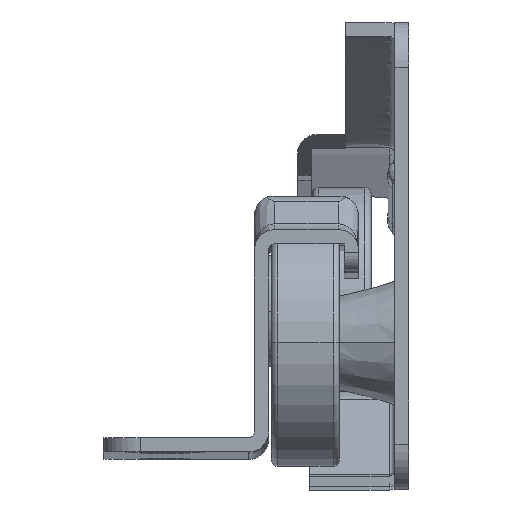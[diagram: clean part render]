
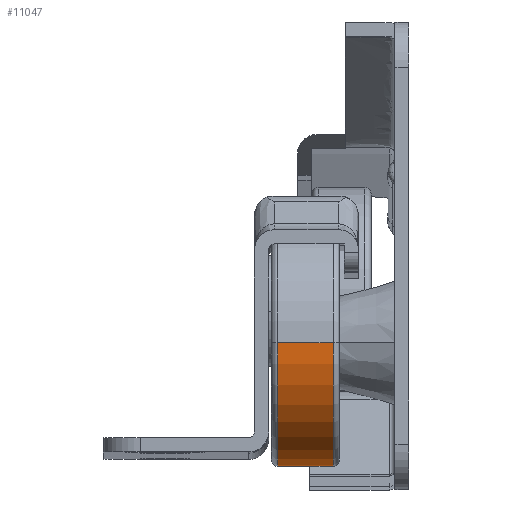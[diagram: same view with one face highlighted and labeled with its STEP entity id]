
A CAD part, top view. The second image highlights one B-rep face of the part: STEP entity #11047.
In plain terms, the highlighted cylindrical face has radius 10 mm (diameter 20 mm), a partial arc.
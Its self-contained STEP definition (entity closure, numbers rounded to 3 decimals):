
#738 = ORIENTED_EDGE ( 'NONE', *, *, #7488, .F. ) ;
#911 = CARTESIAN_POINT ( 'NONE',  ( -11.016, 5., 299.44 ) ) ;
#1227 = VECTOR ( 'NONE', #2177, 1000. ) ;
#1416 = VERTEX_POINT ( 'NONE', #6411 ) ;
#2177 = DIRECTION ( 'NONE',  ( 1., 0., 0. ) ) ;
#2291 = VECTOR ( 'NONE', #9422, 1000. ) ;
#2666 = DIRECTION ( 'NONE',  ( 1., 0., 0. ) ) ;
#3422 = CARTESIAN_POINT ( 'NONE',  ( -11.016, 5., 309.44 ) ) ;
#3632 = DIRECTION ( 'NONE',  ( 1., 0., 0. ) ) ;
#3699 = CARTESIAN_POINT ( 'NONE',  ( -16.016, 5., 299.44 ) ) ;
#4246 = AXIS2_PLACEMENT_3D ( 'NONE', #911, #2666, #11123 ) ;
#4598 = LINE ( 'NONE', #12371, #2291 ) ;
#4820 = ORIENTED_EDGE ( 'NONE', *, *, #10194, .T. ) ;
#4919 = CARTESIAN_POINT ( 'NONE',  ( -16.016, 5., 309.44 ) ) ;
#4963 = EDGE_CURVE ( 'NONE', #9803, #7558, #11755, .T. ) ;
#5047 = ORIENTED_EDGE ( 'NONE', *, *, #7777, .F. ) ;
#5342 = CARTESIAN_POINT ( 'NONE',  ( -15.516, 5., 299.44 ) ) ;
#6057 = AXIS2_PLACEMENT_3D ( 'NONE', #5342, #9052, #8051 ) ;
#6179 = CARTESIAN_POINT ( 'NONE',  ( -15.516, 5., 309.44 ) ) ;
#6411 = CARTESIAN_POINT ( 'NONE',  ( -11.016, 5., 289.44 ) ) ;
#7488 = EDGE_CURVE ( 'NONE', #9527, #9803, #9274, .T. ) ;
#7496 = CYLINDRICAL_SURFACE ( 'NONE', #10956, 10. ) ;
#7558 = VERTEX_POINT ( 'NONE', #3422 ) ;
#7777 = EDGE_CURVE ( 'NONE', #7558, #1416, #9489, .T. ) ;
#8051 = DIRECTION ( 'NONE',  ( 0., 0., -1. ) ) ;
#8452 = DIRECTION ( 'NONE',  ( 0., 0., 1. ) ) ;
#9052 = DIRECTION ( 'NONE',  ( -1., 0., 0. ) ) ;
#9274 = CIRCLE ( 'NONE', #6057, 10. ) ;
#9399 = EDGE_LOOP ( 'NONE', ( #738, #4820, #5047, #9861 ) ) ;
#9422 = DIRECTION ( 'NONE',  ( 1., 0., 0. ) ) ;
#9489 = CIRCLE ( 'NONE', #4246, 10. ) ;
#9527 = VERTEX_POINT ( 'NONE', #12384 ) ;
#9803 = VERTEX_POINT ( 'NONE', #6179 ) ;
#9861 = ORIENTED_EDGE ( 'NONE', *, *, #4963, .F. ) ;
#10194 = EDGE_CURVE ( 'NONE', #9527, #1416, #4598, .T. ) ;
#10956 = AXIS2_PLACEMENT_3D ( 'NONE', #3699, #3632, #8452 ) ;
#11047 = ADVANCED_FACE ( 'NONE', ( #11272 ), #7496, .T. ) ;
#11123 = DIRECTION ( 'NONE',  ( 0., 0., -1. ) ) ;
#11272 = FACE_OUTER_BOUND ( 'NONE', #9399, .T. ) ;
#11755 = LINE ( 'NONE', #4919, #1227 ) ;
#12371 = CARTESIAN_POINT ( 'NONE',  ( -16.016, 5., 289.44 ) ) ;
#12384 = CARTESIAN_POINT ( 'NONE',  ( -15.516, 5., 289.44 ) ) ;
